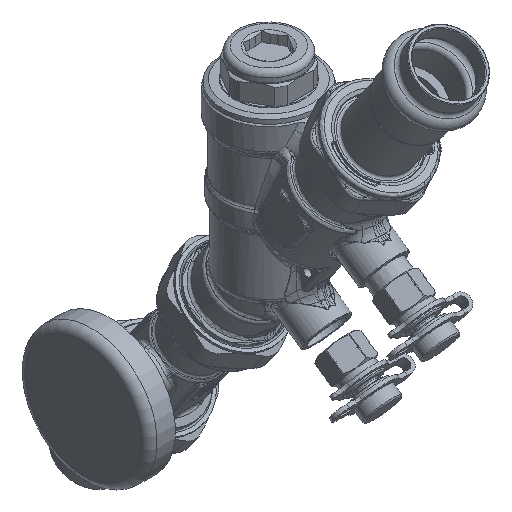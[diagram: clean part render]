
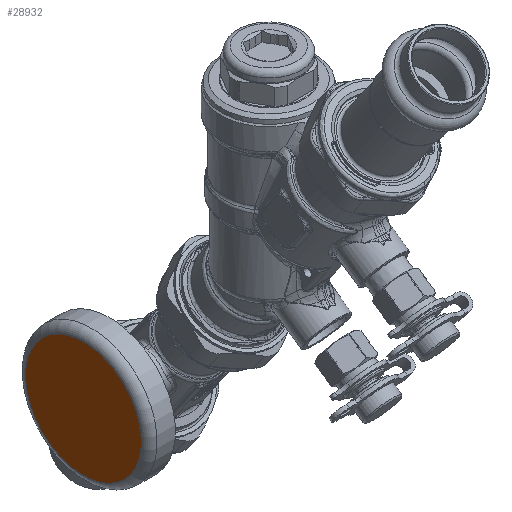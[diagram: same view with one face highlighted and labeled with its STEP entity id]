
A CAD part, isometric view. The second image highlights one B-rep face of the part: STEP entity #28932.
In plain terms, the highlighted planar face has unit normal (-1, 0, 0).
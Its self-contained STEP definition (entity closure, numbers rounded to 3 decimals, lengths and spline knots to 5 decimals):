
#3492=PLANE('',#31288);
#5003=FACE_OUTER_BOUND('',#6856,.T.);
#6856=EDGE_LOOP('',(#23765));
#8329=CIRCLE('',#31282,0.905);
#12227=VERTEX_POINT('',#160879);
#16103=EDGE_CURVE('',#12227,#12227,#8329,.T.);
#23765=ORIENTED_EDGE('',*,*,#16103,.F.);
#28932=ADVANCED_FACE('',(#5003),#3492,.T.);
#31282=AXIS2_PLACEMENT_3D('',#160880,#36358,#36359);
#31288=AXIS2_PLACEMENT_3D('',#160890,#36371,#36372);
#36358=DIRECTION('center_axis',(1.,0.,0.));
#36359=DIRECTION('ref_axis',(0.,-0.574,0.819));
#36371=DIRECTION('center_axis',(-1.,0.,0.));
#36372=DIRECTION('ref_axis',(0.,0.574,-0.819));
#160879=CARTESIAN_POINT('',(-1.4924,0.88937,-3.66992));
#160880=CARTESIAN_POINT('Origin',(-1.4924,1.40846,-4.41125));
#160890=CARTESIAN_POINT('Origin',(-1.4924,1.40846,-4.41125));
